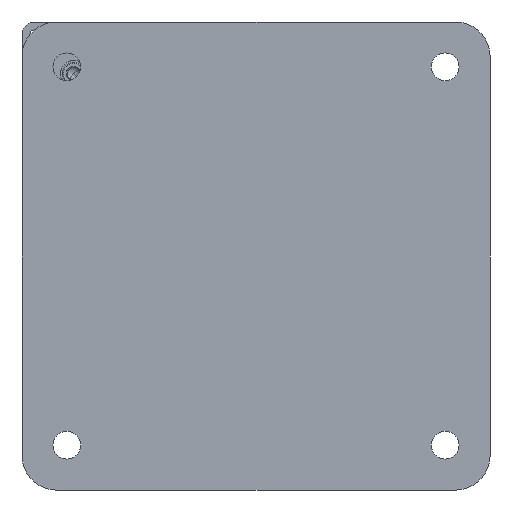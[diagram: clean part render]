
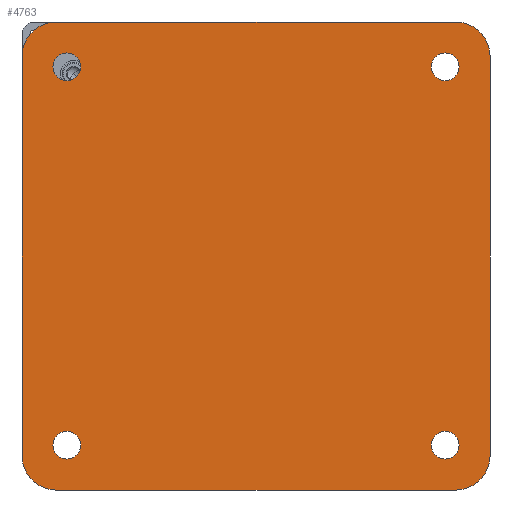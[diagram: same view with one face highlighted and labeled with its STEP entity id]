
A CAD part, front view. The second image highlights one B-rep face of the part: STEP entity #4763.
In plain terms, the highlighted planar face has unit normal (0, -1, 0).
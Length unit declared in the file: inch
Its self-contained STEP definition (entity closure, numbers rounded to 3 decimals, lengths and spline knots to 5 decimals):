
#12 = LINE ( 'NONE', #1271, #1305 ) ;
#94 = CIRCLE ( 'NONE', #5128, 0.275 ) ;
#143 = CARTESIAN_POINT ( 'NONE',  ( -4.62598, -2.85461, -3.95598 ) ) ;
#231 = CARTESIAN_POINT ( 'NONE',  ( -3.95598, -2.85461, -3.95598 ) ) ;
#235 = VECTOR ( 'NONE', #6020, 39.37008 ) ;
#339 = DIRECTION ( 'NONE',  ( 0., 0., 1. ) ) ;
#370 = EDGE_CURVE ( 'NONE', #3307, #2467, #3293, .T. ) ;
#376 = DIRECTION ( 'NONE',  ( 0., 0., -1. ) ) ;
#382 = DIRECTION ( 'NONE',  ( 0., 1., 0. ) ) ;
#397 = CIRCLE ( 'NONE', #3588, 0.275 ) ;
#428 = ORIENTED_EDGE ( 'NONE', *, *, #5442, .F. ) ;
#501 = EDGE_CURVE ( 'NONE', #6219, #1933, #12, .T. ) ;
#504 = EDGE_CURVE ( 'NONE', #4938, #5581, #1476, .T. ) ;
#554 = EDGE_CURVE ( 'NONE', #6219, #4791, #6221, .T. ) ;
#638 = CIRCLE ( 'NONE', #3143, 0.275 ) ;
#700 = EDGE_CURVE ( 'NONE', #3633, #3326, #5609, .T. ) ;
#720 = DIRECTION ( 'NONE',  ( 0., 0., -1. ) ) ;
#843 = DIRECTION ( 'NONE',  ( 0., 0., 1. ) ) ;
#860 = DIRECTION ( 'NONE',  ( 0., 1., 0. ) ) ;
#877 = CARTESIAN_POINT ( 'NONE',  ( 3.74016, -2.85461, -3.74016 ) ) ;
#881 = CARTESIAN_POINT ( 'NONE',  ( -3.74016, -2.85461, -3.74016 ) ) ;
#894 = EDGE_LOOP ( 'NONE', ( #2416, #4878 ) ) ;
#944 = ORIENTED_EDGE ( 'NONE', *, *, #4759, .T. ) ;
#990 = AXIS2_PLACEMENT_3D ( 'NONE', #6413, #3377, #376 ) ;
#1254 = CARTESIAN_POINT ( 'NONE',  ( 3.74016, -2.85461, 3.74016 ) ) ;
#1271 = CARTESIAN_POINT ( 'NONE',  ( -4.62598, -2.85461, 4.62598 ) ) ;
#1276 = EDGE_CURVE ( 'NONE', #1743, #4451, #4781, .T. ) ;
#1283 = DIRECTION ( 'NONE',  ( 0., 1., 0. ) ) ;
#1305 = VECTOR ( 'NONE', #3312, 39.37008 ) ;
#1321 = FACE_OUTER_BOUND ( 'NONE', #6018, .T. ) ;
#1421 = CARTESIAN_POINT ( 'NONE',  ( 3.74016, -2.85461, 4.01516 ) ) ;
#1428 = ORIENTED_EDGE ( 'NONE', *, *, #5154, .T. ) ;
#1429 = CARTESIAN_POINT ( 'NONE',  ( 3.95598, -2.85461, -3.95598 ) ) ;
#1476 = CIRCLE ( 'NONE', #6193, 0.275 ) ;
#1495 = ORIENTED_EDGE ( 'NONE', *, *, #3512, .T. ) ;
#1614 = CIRCLE ( 'NONE', #2683, 0.275 ) ;
#1624 = DIRECTION ( 'NONE',  ( 0., 1., 0. ) ) ;
#1658 = CARTESIAN_POINT ( 'NONE',  ( -3.74016, -2.85461, -3.46516 ) ) ;
#1670 = DIRECTION ( 'NONE',  ( 0., 1., 0. ) ) ;
#1685 = CARTESIAN_POINT ( 'NONE',  ( -4.62598, -2.85461, 4.62598 ) ) ;
#1687 = ORIENTED_EDGE ( 'NONE', *, *, #5018, .T. ) ;
#1730 = DIRECTION ( 'NONE',  ( 0., 0., 1. ) ) ;
#1743 = VERTEX_POINT ( 'NONE', #5097 ) ;
#1772 = DIRECTION ( 'NONE',  ( 0., 0., 1. ) ) ;
#1862 = AXIS2_PLACEMENT_3D ( 'NONE', #5223, #2179, #5728 ) ;
#1920 = EDGE_LOOP ( 'NONE', ( #1687, #6490 ) ) ;
#1931 = AXIS2_PLACEMENT_3D ( 'NONE', #3380, #382, #3868 ) ;
#1933 = VERTEX_POINT ( 'NONE', #5631 ) ;
#1938 = DIRECTION ( 'NONE',  ( 0., 0., -1. ) ) ;
#1949 = CIRCLE ( 'NONE', #1931, 0.275 ) ;
#2019 = CARTESIAN_POINT ( 'NONE',  ( 3.74016, -2.85461, 3.46516 ) ) ;
#2130 = VECTOR ( 'NONE', #5218, 39.37008 ) ;
#2157 = CARTESIAN_POINT ( 'NONE',  ( -3.74016, -2.85461, -3.74016 ) ) ;
#2175 = EDGE_CURVE ( 'NONE', #5906, #3561, #1614, .T. ) ;
#2177 = CARTESIAN_POINT ( 'NONE',  ( 4.62598, -2.85461, 4.62598 ) ) ;
#2179 = DIRECTION ( 'NONE',  ( 0., -1., 0. ) ) ;
#2263 = ORIENTED_EDGE ( 'NONE', *, *, #2175, .T. ) ;
#2416 = ORIENTED_EDGE ( 'NONE', *, *, #5400, .T. ) ;
#2447 = ORIENTED_EDGE ( 'NONE', *, *, #370, .F. ) ;
#2467 = VERTEX_POINT ( 'NONE', #5480 ) ;
#2493 = CARTESIAN_POINT ( 'NONE',  ( -4.62598, -2.85461, -4.62598 ) ) ;
#2641 = ORIENTED_EDGE ( 'NONE', *, *, #504, .T. ) ;
#2652 = DIRECTION ( 'NONE',  ( 0., 0., 1. ) ) ;
#2664 = FACE_BOUND ( 'NONE', #3821, .T. ) ;
#2683 = AXIS2_PLACEMENT_3D ( 'NONE', #877, #1624, #1730 ) ;
#2857 = CARTESIAN_POINT ( 'NONE',  ( -3.95598, -2.85461, 4.62598 ) ) ;
#2900 = VECTOR ( 'NONE', #3675, 39.37008 ) ;
#2910 = VERTEX_POINT ( 'NONE', #143 ) ;
#3118 = CARTESIAN_POINT ( 'NONE',  ( -3.74016, -2.85461, 3.46516 ) ) ;
#3143 = AXIS2_PLACEMENT_3D ( 'NONE', #4304, #1283, #4822 ) ;
#3178 = ORIENTED_EDGE ( 'NONE', *, *, #5630, .T. ) ;
#3293 = LINE ( 'NONE', #2177, #2130 ) ;
#3294 = CARTESIAN_POINT ( 'NONE',  ( 3.95598, -2.85461, -4.62598 ) ) ;
#3307 = VERTEX_POINT ( 'NONE', #5530 ) ;
#3312 = DIRECTION ( 'NONE',  ( 1., 0., 0. ) ) ;
#3326 = VERTEX_POINT ( 'NONE', #5557 ) ;
#3330 = DIRECTION ( 'NONE',  ( 0., 1., 0. ) ) ;
#3377 = DIRECTION ( 'NONE',  ( 0., -1., 0. ) ) ;
#3380 = CARTESIAN_POINT ( 'NONE',  ( 3.74016, -2.85461, -3.74016 ) ) ;
#3455 = DIRECTION ( 'NONE',  ( 0., 0., -1. ) ) ;
#3512 = EDGE_CURVE ( 'NONE', #3307, #1933, #4174, .T. ) ;
#3561 = VERTEX_POINT ( 'NONE', #5280 ) ;
#3588 = AXIS2_PLACEMENT_3D ( 'NONE', #4700, #1670, #5228 ) ;
#3591 = CARTESIAN_POINT ( 'NONE',  ( 3.74016, -2.85461, -3.46516 ) ) ;
#3633 = VERTEX_POINT ( 'NONE', #3294 ) ;
#3675 = DIRECTION ( 'NONE',  ( 0., 0., 1. ) ) ;
#3698 = AXIS2_PLACEMENT_3D ( 'NONE', #1429, #4984, #1938 ) ;
#3711 = DIRECTION ( 'NONE',  ( 0., -1., 0. ) ) ;
#3810 = VERTEX_POINT ( 'NONE', #1421 ) ;
#3821 = EDGE_LOOP ( 'NONE', ( #2263, #3178 ) ) ;
#3868 = DIRECTION ( 'NONE',  ( 0., 0., 1. ) ) ;
#3890 = EDGE_CURVE ( 'NONE', #2910, #3326, #6316, .T. ) ;
#4003 = FACE_BOUND ( 'NONE', #5208, .T. ) ;
#4013 = AXIS2_PLACEMENT_3D ( 'NONE', #2157, #5713, #2652 ) ;
#4168 = FACE_BOUND ( 'NONE', #894, .T. ) ;
#4174 = CIRCLE ( 'NONE', #1862, 0.67 ) ;
#4251 = VERTEX_POINT ( 'NONE', #2019 ) ;
#4304 = CARTESIAN_POINT ( 'NONE',  ( -3.74016, -2.85461, 3.74016 ) ) ;
#4435 = AXIS2_PLACEMENT_3D ( 'NONE', #231, #3711, #720 ) ;
#4451 = VERTEX_POINT ( 'NONE', #1658 ) ;
#4549 = AXIS2_PLACEMENT_3D ( 'NONE', #881, #860, #843 ) ;
#4700 = CARTESIAN_POINT ( 'NONE',  ( 3.74016, -2.85461, 3.74016 ) ) ;
#4721 = CIRCLE ( 'NONE', #4013, 0.275 ) ;
#4759 = EDGE_CURVE ( 'NONE', #3633, #2467, #5379, .T. ) ;
#4763 = ADVANCED_FACE ( 'NONE', ( #4003, #5226, #2664, #4168, #1321 ), #5492, .T. ) ;
#4781 = CIRCLE ( 'NONE', #4549, 0.275 ) ;
#4791 = VERTEX_POINT ( 'NONE', #5515 ) ;
#4797 = DIRECTION ( 'NONE',  ( 0., 1., 0. ) ) ;
#4822 = DIRECTION ( 'NONE',  ( 0., 0., 1. ) ) ;
#4878 = ORIENTED_EDGE ( 'NONE', *, *, #1276, .T. ) ;
#4901 = ORIENTED_EDGE ( 'NONE', *, *, #700, .F. ) ;
#4938 = VERTEX_POINT ( 'NONE', #3118 ) ;
#4984 = DIRECTION ( 'NONE',  ( 0., -1., 0. ) ) ;
#5018 = EDGE_CURVE ( 'NONE', #3810, #4251, #397, .T. ) ;
#5097 = CARTESIAN_POINT ( 'NONE',  ( -3.74016, -2.85461, -4.01516 ) ) ;
#5128 = AXIS2_PLACEMENT_3D ( 'NONE', #1254, #4797, #1772 ) ;
#5145 = ORIENTED_EDGE ( 'NONE', *, *, #554, .T. ) ;
#5154 = EDGE_CURVE ( 'NONE', #5581, #4938, #638, .T. ) ;
#5208 = EDGE_LOOP ( 'NONE', ( #1428, #2641 ) ) ;
#5218 = DIRECTION ( 'NONE',  ( 0., 0., -1. ) ) ;
#5223 = CARTESIAN_POINT ( 'NONE',  ( 3.95598, -2.85461, 3.95598 ) ) ;
#5226 = FACE_BOUND ( 'NONE', #1920, .T. ) ;
#5228 = DIRECTION ( 'NONE',  ( 0., 0., 1. ) ) ;
#5280 = CARTESIAN_POINT ( 'NONE',  ( 3.74016, -2.85461, -4.01516 ) ) ;
#5379 = CIRCLE ( 'NONE', #3698, 0.67 ) ;
#5400 = EDGE_CURVE ( 'NONE', #4451, #1743, #4721, .T. ) ;
#5442 = EDGE_CURVE ( 'NONE', #2910, #4791, #5612, .T. ) ;
#5480 = CARTESIAN_POINT ( 'NONE',  ( 4.62598, -2.85461, -3.95598 ) ) ;
#5492 = PLANE ( 'NONE',  #5773 ) ;
#5515 = CARTESIAN_POINT ( 'NONE',  ( -4.62598, -2.85461, 3.95598 ) ) ;
#5530 = CARTESIAN_POINT ( 'NONE',  ( 4.62598, -2.85461, 3.95598 ) ) ;
#5537 = EDGE_CURVE ( 'NONE', #4251, #3810, #94, .T. ) ;
#5557 = CARTESIAN_POINT ( 'NONE',  ( -3.95598, -2.85461, -4.62598 ) ) ;
#5581 = VERTEX_POINT ( 'NONE', #6347 ) ;
#5609 = LINE ( 'NONE', #2493, #235 ) ;
#5612 = LINE ( 'NONE', #1685, #2900 ) ;
#5630 = EDGE_CURVE ( 'NONE', #3561, #5906, #1949, .T. ) ;
#5631 = CARTESIAN_POINT ( 'NONE',  ( 3.95598, -2.85461, 4.62598 ) ) ;
#5672 = ORIENTED_EDGE ( 'NONE', *, *, #3890, .T. ) ;
#5713 = DIRECTION ( 'NONE',  ( 0., 1., 0. ) ) ;
#5728 = DIRECTION ( 'NONE',  ( 0., 0., -1. ) ) ;
#5773 = AXIS2_PLACEMENT_3D ( 'NONE', #5996, #5972, #3455 ) ;
#5906 = VERTEX_POINT ( 'NONE', #3591 ) ;
#5972 = DIRECTION ( 'NONE',  ( 0., -1., 0. ) ) ;
#5996 = CARTESIAN_POINT ( 'NONE',  ( 4.62598, -2.85461, -4.62598 ) ) ;
#6018 = EDGE_LOOP ( 'NONE', ( #428, #5672, #4901, #944, #2447, #1495, #6372, #5145 ) ) ;
#6020 = DIRECTION ( 'NONE',  ( -1., 0., 0. ) ) ;
#6193 = AXIS2_PLACEMENT_3D ( 'NONE', #6369, #3330, #339 ) ;
#6219 = VERTEX_POINT ( 'NONE', #2857 ) ;
#6221 = CIRCLE ( 'NONE', #990, 0.67 ) ;
#6316 = CIRCLE ( 'NONE', #4435, 0.67 ) ;
#6347 = CARTESIAN_POINT ( 'NONE',  ( -3.74016, -2.85461, 4.01516 ) ) ;
#6369 = CARTESIAN_POINT ( 'NONE',  ( -3.74016, -2.85461, 3.74016 ) ) ;
#6372 = ORIENTED_EDGE ( 'NONE', *, *, #501, .F. ) ;
#6413 = CARTESIAN_POINT ( 'NONE',  ( -3.95598, -2.85461, 3.95598 ) ) ;
#6490 = ORIENTED_EDGE ( 'NONE', *, *, #5537, .T. ) ;
